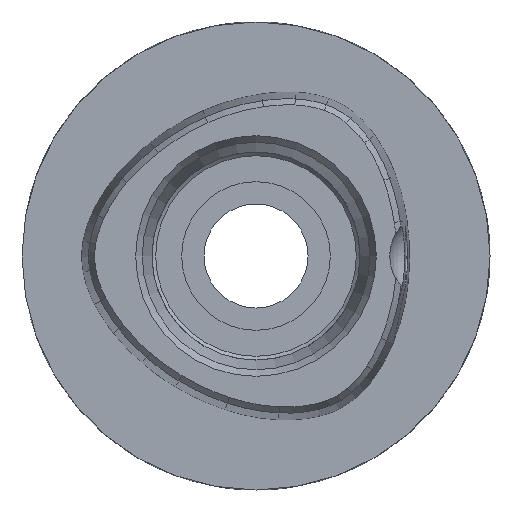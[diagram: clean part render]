
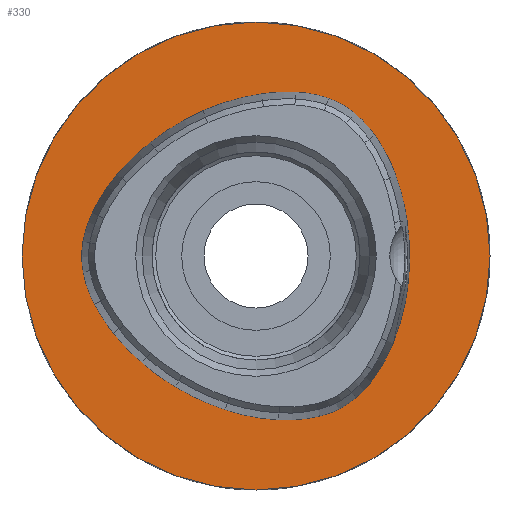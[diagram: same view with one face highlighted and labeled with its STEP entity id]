
A CAD part, front view. The second image highlights one B-rep face of the part: STEP entity #330.
In plain terms, the highlighted planar face has unit normal (0, -1, 0).
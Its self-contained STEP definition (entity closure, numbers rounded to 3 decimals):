
#330=ADVANCED_FACE('',(#461,#462),#425,.T.);
#425=PLANE('',#1502);
#461=FACE_BOUND('',#532,.T.);
#462=FACE_BOUND('',#533,.T.);
#532=EDGE_LOOP('',(#679,#680,#681,#682,#683,#684,#685,#686,#687,#688,#689,
#690,#691,#692,#693,#694,#695,#696,#697,#698,#699,#700,#701,#702));
#533=EDGE_LOOP('',(#703));
#679=ORIENTED_EDGE('',*,*,#1190,.F.);
#680=ORIENTED_EDGE('',*,*,#1191,.F.);
#681=ORIENTED_EDGE('',*,*,#1192,.F.);
#682=ORIENTED_EDGE('',*,*,#1193,.F.);
#683=ORIENTED_EDGE('',*,*,#1194,.F.);
#684=ORIENTED_EDGE('',*,*,#1195,.F.);
#685=ORIENTED_EDGE('',*,*,#1196,.F.);
#686=ORIENTED_EDGE('',*,*,#1197,.F.);
#687=ORIENTED_EDGE('',*,*,#1198,.F.);
#688=ORIENTED_EDGE('',*,*,#1199,.F.);
#689=ORIENTED_EDGE('',*,*,#1200,.F.);
#690=ORIENTED_EDGE('',*,*,#1201,.F.);
#691=ORIENTED_EDGE('',*,*,#1202,.F.);
#692=ORIENTED_EDGE('',*,*,#1203,.F.);
#693=ORIENTED_EDGE('',*,*,#1204,.F.);
#694=ORIENTED_EDGE('',*,*,#1205,.F.);
#695=ORIENTED_EDGE('',*,*,#1206,.F.);
#696=ORIENTED_EDGE('',*,*,#1207,.F.);
#697=ORIENTED_EDGE('',*,*,#1208,.F.);
#698=ORIENTED_EDGE('',*,*,#1209,.F.);
#699=ORIENTED_EDGE('',*,*,#1210,.F.);
#700=ORIENTED_EDGE('',*,*,#1211,.F.);
#701=ORIENTED_EDGE('',*,*,#1212,.F.);
#702=ORIENTED_EDGE('',*,*,#1213,.F.);
#703=ORIENTED_EDGE('',*,*,#1189,.T.);
#1058=VERTEX_POINT('',#2331);
#1059=VERTEX_POINT('',#2334);
#1060=VERTEX_POINT('',#2335);
#1061=VERTEX_POINT('',#2337);
#1062=VERTEX_POINT('',#2339);
#1063=VERTEX_POINT('',#2341);
#1064=VERTEX_POINT('',#2343);
#1065=VERTEX_POINT('',#2345);
#1066=VERTEX_POINT('',#2347);
#1067=VERTEX_POINT('',#2349);
#1068=VERTEX_POINT('',#2351);
#1069=VERTEX_POINT('',#2353);
#1070=VERTEX_POINT('',#2355);
#1071=VERTEX_POINT('',#2357);
#1072=VERTEX_POINT('',#2359);
#1073=VERTEX_POINT('',#2361);
#1074=VERTEX_POINT('',#2363);
#1075=VERTEX_POINT('',#2365);
#1076=VERTEX_POINT('',#2367);
#1077=VERTEX_POINT('',#2369);
#1078=VERTEX_POINT('',#2371);
#1079=VERTEX_POINT('',#2373);
#1080=VERTEX_POINT('',#2375);
#1081=VERTEX_POINT('',#2377);
#1082=VERTEX_POINT('',#2379);
#1189=EDGE_CURVE('',#1058,#1058,#1361,.T.);
#1190=EDGE_CURVE('',#1059,#1060,#1362,.T.);
#1191=EDGE_CURVE('',#1061,#1059,#1363,.T.);
#1192=EDGE_CURVE('',#1062,#1061,#1364,.T.);
#1193=EDGE_CURVE('',#1063,#1062,#1365,.T.);
#1194=EDGE_CURVE('',#1064,#1063,#1366,.T.);
#1195=EDGE_CURVE('',#1065,#1064,#1367,.T.);
#1196=EDGE_CURVE('',#1066,#1065,#1368,.T.);
#1197=EDGE_CURVE('',#1067,#1066,#1369,.T.);
#1198=EDGE_CURVE('',#1068,#1067,#1370,.T.);
#1199=EDGE_CURVE('',#1069,#1068,#1371,.T.);
#1200=EDGE_CURVE('',#1070,#1069,#1372,.T.);
#1201=EDGE_CURVE('',#1071,#1070,#1373,.T.);
#1202=EDGE_CURVE('',#1072,#1071,#1374,.T.);
#1203=EDGE_CURVE('',#1073,#1072,#1375,.T.);
#1204=EDGE_CURVE('',#1074,#1073,#1376,.T.);
#1205=EDGE_CURVE('',#1075,#1074,#1377,.T.);
#1206=EDGE_CURVE('',#1076,#1075,#1378,.T.);
#1207=EDGE_CURVE('',#1077,#1076,#1379,.T.);
#1208=EDGE_CURVE('',#1078,#1077,#1380,.T.);
#1209=EDGE_CURVE('',#1079,#1078,#1381,.T.);
#1210=EDGE_CURVE('',#1080,#1079,#1382,.T.);
#1211=EDGE_CURVE('',#1081,#1080,#1383,.T.);
#1212=EDGE_CURVE('',#1082,#1081,#1384,.T.);
#1213=EDGE_CURVE('',#1060,#1082,#1385,.T.);
#1361=CIRCLE('',#1476,31.5);
#1362=CIRCLE('',#1478,25.861);
#1363=CIRCLE('',#1479,15.319);
#1364=CIRCLE('',#1480,11.113);
#1365=CIRCLE('',#1481,15.876);
#1366=CIRCLE('',#1482,22.589);
#1367=CIRCLE('',#1483,31.902);
#1368=CIRCLE('',#1484,33.583);
#1369=CIRCLE('',#1485,29.709);
#1370=CIRCLE('',#1486,25.659);
#1371=CIRCLE('',#1487,15.277);
#1372=CIRCLE('',#1488,11.113);
#1373=CIRCLE('',#1489,15.828);
#1374=CIRCLE('',#1490,22.529);
#1375=CIRCLE('',#1491,31.858);
#1376=CIRCLE('',#1492,33.601);
#1377=CIRCLE('',#1493,29.57);
#1378=CIRCLE('',#1494,25.384);
#1379=CIRCLE('',#1495,15.122);
#1380=CIRCLE('',#1496,11.397);
#1381=CIRCLE('',#1497,20.278);
#1382=CIRCLE('',#1498,27.037);
#1383=CIRCLE('',#1499,33.69);
#1384=CIRCLE('',#1500,33.274);
#1385=CIRCLE('',#1501,28.923);
#1476=AXIS2_PLACEMENT_3D('',#2330,#1709,#1710);
#1478=AXIS2_PLACEMENT_3D('',#2333,#1713,#1714);
#1479=AXIS2_PLACEMENT_3D('',#2336,#1715,#1716);
#1480=AXIS2_PLACEMENT_3D('',#2338,#1717,#1718);
#1481=AXIS2_PLACEMENT_3D('',#2340,#1719,#1720);
#1482=AXIS2_PLACEMENT_3D('',#2342,#1721,#1722);
#1483=AXIS2_PLACEMENT_3D('',#2344,#1723,#1724);
#1484=AXIS2_PLACEMENT_3D('',#2346,#1725,#1726);
#1485=AXIS2_PLACEMENT_3D('',#2348,#1727,#1728);
#1486=AXIS2_PLACEMENT_3D('',#2350,#1729,#1730);
#1487=AXIS2_PLACEMENT_3D('',#2352,#1731,#1732);
#1488=AXIS2_PLACEMENT_3D('',#2354,#1733,#1734);
#1489=AXIS2_PLACEMENT_3D('',#2356,#1735,#1736);
#1490=AXIS2_PLACEMENT_3D('',#2358,#1737,#1738);
#1491=AXIS2_PLACEMENT_3D('',#2360,#1739,#1740);
#1492=AXIS2_PLACEMENT_3D('',#2362,#1741,#1742);
#1493=AXIS2_PLACEMENT_3D('',#2364,#1743,#1744);
#1494=AXIS2_PLACEMENT_3D('',#2366,#1745,#1746);
#1495=AXIS2_PLACEMENT_3D('',#2368,#1747,#1748);
#1496=AXIS2_PLACEMENT_3D('',#2370,#1749,#1750);
#1497=AXIS2_PLACEMENT_3D('',#2372,#1751,#1752);
#1498=AXIS2_PLACEMENT_3D('',#2374,#1753,#1754);
#1499=AXIS2_PLACEMENT_3D('',#2376,#1755,#1756);
#1500=AXIS2_PLACEMENT_3D('',#2378,#1757,#1758);
#1501=AXIS2_PLACEMENT_3D('',#2380,#1759,#1760);
#1502=AXIS2_PLACEMENT_3D('',#2381,#1761,#1762);
#1709=DIRECTION('',(0.,-1.,0.));
#1710=DIRECTION('',(0.,0.,-1.));
#1713=DIRECTION('',(0.,-1.,0.));
#1714=DIRECTION('',(1.,0.,0.));
#1715=DIRECTION('',(0.,-1.,0.));
#1716=DIRECTION('',(1.,0.,0.));
#1717=DIRECTION('',(0.,-1.,0.));
#1718=DIRECTION('',(1.,0.,0.));
#1719=DIRECTION('',(0.,-1.,0.));
#1720=DIRECTION('',(1.,0.,0.));
#1721=DIRECTION('',(0.,-1.,0.));
#1722=DIRECTION('',(1.,0.,0.));
#1723=DIRECTION('',(0.,-1.,0.));
#1724=DIRECTION('',(1.,0.,0.));
#1725=DIRECTION('',(0.,-1.,0.));
#1726=DIRECTION('',(1.,0.,0.));
#1727=DIRECTION('',(0.,-1.,0.));
#1728=DIRECTION('',(1.,0.,0.));
#1729=DIRECTION('',(0.,-1.,0.));
#1730=DIRECTION('',(1.,0.,0.));
#1731=DIRECTION('',(0.,-1.,0.));
#1732=DIRECTION('',(1.,0.,0.));
#1733=DIRECTION('',(0.,-1.,0.));
#1734=DIRECTION('',(1.,0.,0.));
#1735=DIRECTION('',(0.,-1.,0.));
#1736=DIRECTION('',(1.,0.,0.));
#1737=DIRECTION('',(0.,-1.,0.));
#1738=DIRECTION('',(1.,0.,0.));
#1739=DIRECTION('',(0.,-1.,0.));
#1740=DIRECTION('',(1.,0.,0.));
#1741=DIRECTION('',(0.,-1.,0.));
#1742=DIRECTION('',(1.,0.,0.));
#1743=DIRECTION('',(0.,-1.,0.));
#1744=DIRECTION('',(1.,0.,0.));
#1745=DIRECTION('',(0.,-1.,0.));
#1746=DIRECTION('',(1.,0.,0.));
#1747=DIRECTION('',(0.,-1.,0.));
#1748=DIRECTION('',(1.,0.,0.));
#1749=DIRECTION('',(0.,-1.,0.));
#1750=DIRECTION('',(1.,0.,0.));
#1751=DIRECTION('',(0.,-1.,0.));
#1752=DIRECTION('',(1.,0.,0.));
#1753=DIRECTION('',(0.,-1.,0.));
#1754=DIRECTION('',(1.,0.,0.));
#1755=DIRECTION('',(0.,-1.,0.));
#1756=DIRECTION('',(1.,0.,0.));
#1757=DIRECTION('',(0.,-1.,0.));
#1758=DIRECTION('',(1.,0.,0.));
#1759=DIRECTION('',(0.,-1.,0.));
#1760=DIRECTION('',(1.,0.,0.));
#1761=DIRECTION('',(0.,-1.,0.));
#1762=DIRECTION('',(0.,0.,1.));
#2330=CARTESIAN_POINT('',(0.,-22.,0.));
#2331=CARTESIAN_POINT('',(0.,-22.,-31.5));
#2333=CARTESIAN_POINT('',(1.075,-22.,5.699));
#2334=CARTESIAN_POINT('',(-21.725,-22.,-6.508));
#2335=CARTESIAN_POINT('',(-19.169,-22.,-10.394));
#2336=CARTESIAN_POINT('',(-8.219,-22.,0.723));
#2337=CARTESIAN_POINT('',(-23.267,-22.,-2.147));
#2338=CARTESIAN_POINT('',(-12.351,-22.,-0.065));
#2339=CARTESIAN_POINT('',(-23.289,-22.,1.901));
#2340=CARTESIAN_POINT('',(-7.663,-22.,-0.907));
#2341=CARTESIAN_POINT('',(-22.06,-22.,5.785));
#2342=CARTESIAN_POINT('',(-1.575,-22.,-3.737));
#2343=CARTESIAN_POINT('',(-18.714,-22.,10.979));
#2344=CARTESIAN_POINT('',(5.49,-22.,-9.804));
#2345=CARTESIAN_POINT('',(-14.236,-22.,15.268));
#2346=CARTESIAN_POINT('',(6.529,-22.,-11.125));
#2347=CARTESIAN_POINT('',(-7.173,-22.,19.535));
#2348=CARTESIAN_POINT('',(4.949,-22.,-7.588));
#2349=CARTESIAN_POINT('',(0.74,-22.,21.821));
#2350=CARTESIAN_POINT('',(4.375,-22.,-3.579));
#2351=CARTESIAN_POINT('',(5.303,-22.,22.063));
#2352=CARTESIAN_POINT('',(4.751,-22.,6.797));
#2353=CARTESIAN_POINT('',(9.771,-22.,21.225));
#2354=CARTESIAN_POINT('',(6.119,-22.,10.729));
#2355=CARTESIAN_POINT('',(13.277,-22.,19.23));
#2356=CARTESIAN_POINT('',(3.082,-22.,7.122));
#2357=CARTESIAN_POINT('',(16.021,-22.,16.238));
#2358=CARTESIAN_POINT('',(-2.396,-22.,3.263));
#2359=CARTESIAN_POINT('',(18.846,-22.,10.769));
#2360=CARTESIAN_POINT('',(-11.192,-22.,0.154));
#2361=CARTESIAN_POINT('',(20.33,-22.,4.771));
#2362=CARTESIAN_POINT('',(-12.917,-22.,-0.098));
#2363=CARTESIAN_POINT('',(20.499,-22.,-3.624));
#2364=CARTESIAN_POINT('',(-8.908,-22.,-0.521));
#2365=CARTESIAN_POINT('',(18.447,-22.,-11.749));
#2366=CARTESIAN_POINT('',(-5.035,-22.,-2.111));
#2367=CARTESIAN_POINT('',(16.379,-22.,-15.741));
#2368=CARTESIAN_POINT('',(3.622,-22.,-7.621));
#2369=CARTESIAN_POINT('',(13.446,-22.,-19.117));
#2370=CARTESIAN_POINT('',(6.042,-22.,-10.453));
#2371=CARTESIAN_POINT('',(8.576,-22.,-21.564));
#2372=CARTESIAN_POINT('',(4.068,-22.,-1.794));
#2373=CARTESIAN_POINT('',(3.052,-22.,-22.046));
#2374=CARTESIAN_POINT('',(4.407,-22.,4.957));
#2375=CARTESIAN_POINT('',(-4.157,-22.,-20.688));
#2376=CARTESIAN_POINT('',(6.513,-22.,11.267));
#2377=CARTESIAN_POINT('',(-10.838,-22.,-17.611));
#2378=CARTESIAN_POINT('',(6.299,-22.,10.91));
#2379=CARTESIAN_POINT('',(-15.329,-22.,-14.375));
#2380=CARTESIAN_POINT('',(3.471,-22.,7.604));
#2381=CARTESIAN_POINT('',(0.,-22.,0.));
